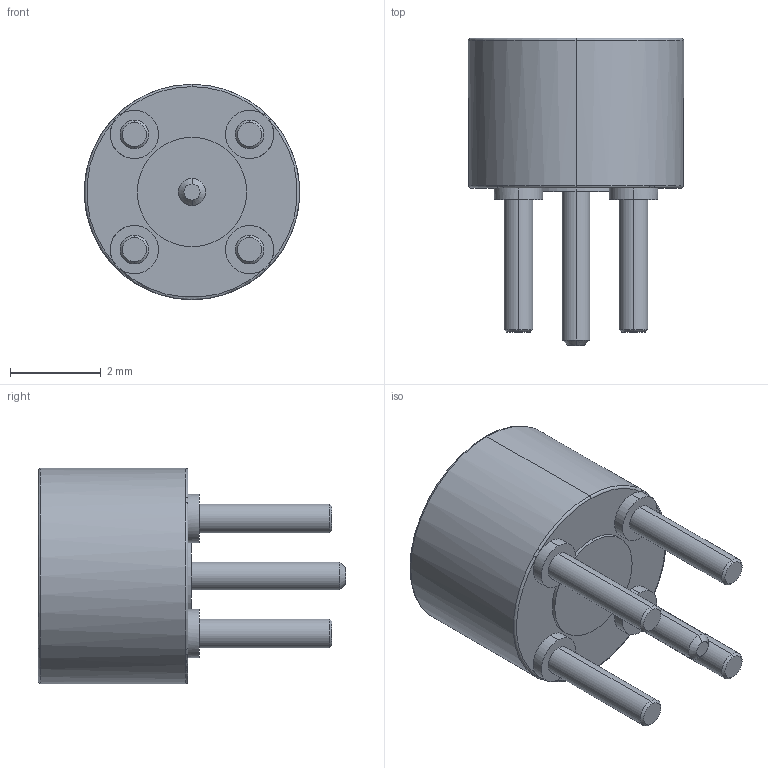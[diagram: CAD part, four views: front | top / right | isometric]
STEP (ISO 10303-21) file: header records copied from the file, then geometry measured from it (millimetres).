
FILE_DESCRIPTION (( 'STEP AP214' ), '1' );
FILE_NAME ('SC5335.STEP', '2017-11-30T17:10:16', ( '' ), ( '' ), 'SwSTEP 2.0', 'SolidWorks 2017', '' );
FILE_SCHEMA (( 'AUTOMOTIVE_DESIGN' ));
Length unit declared in the file: inch
Products named in the file (1): SC5335
Bounding box: 4.75 x 6.78 x 4.75 mm (x, y, z)
Volume: 38.3 mm3; surface area: 146.5 mm2
Topology: 1 solids, 1 shells, 72 faces, 158 edges, 94 vertices
Faces by surface type: cylinder 30, cone 16, plane 13, torus 7, bspline 4, sphere 2
Entity records: 2102 total; most frequent: DIRECTION 392, CARTESIAN_POINT 387, ORIENTED_EDGE 308, AXIS2_PLACEMENT_3D 173, EDGE_CURVE 154, CIRCLE 104, VERTEX_POINT 92, EDGE_LOOP 80
